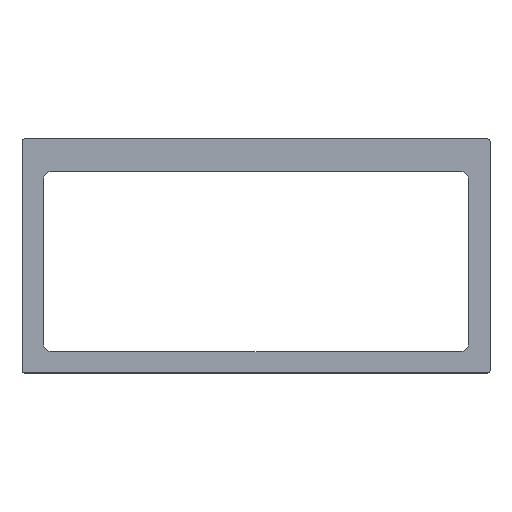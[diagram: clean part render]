
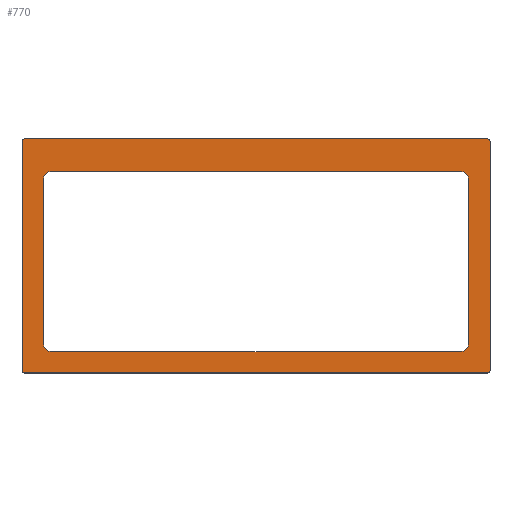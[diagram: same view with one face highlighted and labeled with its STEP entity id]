
A CAD part, top view. The second image highlights one B-rep face of the part: STEP entity #770.
In plain terms, the highlighted planar face has unit normal (0, 0, 1).
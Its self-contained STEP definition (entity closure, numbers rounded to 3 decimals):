
#4 = VECTOR ( 'NONE', #1326, 1000. ) ;
#25 = DIRECTION ( 'NONE',  ( 0., 0., 1. ) ) ;
#30 = CIRCLE ( 'NONE', #1022, 4. ) ;
#51 = LINE ( 'NONE', #1203, #928 ) ;
#52 = CARTESIAN_POINT ( 'NONE',  ( -109., -102.4, 60. ) ) ;
#61 = ORIENTED_EDGE ( 'NONE', *, *, #694, .T. ) ;
#70 = CARTESIAN_POINT ( 'NONE',  ( -110., 7.6, 60. ) ) ;
#119 = CARTESIAN_POINT ( 'NONE',  ( -96., -11.6, 60. ) ) ;
#129 = EDGE_CURVE ( 'NONE', #706, #1012, #1102, .T. ) ;
#133 = VERTEX_POINT ( 'NONE', #902 ) ;
#212 = EDGE_CURVE ( 'NONE', #1152, #1887, #30, .T. ) ;
#235 = DIRECTION ( 'NONE',  ( 0., 0., 1. ) ) ;
#247 = VERTEX_POINT ( 'NONE', #1398 ) ;
#289 = VERTEX_POINT ( 'NONE', #398 ) ;
#292 = VERTEX_POINT ( 'NONE', #1090 ) ;
#298 = EDGE_CURVE ( 'NONE', #541, #1678, #1357, .T. ) ;
#312 = DIRECTION ( 'NONE',  ( 1., 0., 0. ) ) ;
#316 = DIRECTION ( 'NONE',  ( 1., 0., 0. ) ) ;
#322 = LINE ( 'NONE', #747, #1821 ) ;
#354 = CARTESIAN_POINT ( 'NONE',  ( 96., -88.4, 60. ) ) ;
#361 = CARTESIAN_POINT ( 'NONE',  ( -110., 6.6, 60. ) ) ;
#373 = CARTESIAN_POINT ( 'NONE',  ( -100., -7.6, 60. ) ) ;
#398 = CARTESIAN_POINT ( 'NONE',  ( 110., 6.6, 60. ) ) ;
#426 = ORIENTED_EDGE ( 'NONE', *, *, #212, .T. ) ;
#446 = VERTEX_POINT ( 'NONE', #752 ) ;
#500 = DIRECTION ( 'NONE',  ( 1., 0., 0. ) ) ;
#506 = EDGE_CURVE ( 'NONE', #1012, #661, #1854, .T. ) ;
#515 = CIRCLE ( 'NONE', #1568, 4. ) ;
#521 = DIRECTION ( 'NONE',  ( -1., 0., 0. ) ) ;
#539 = ORIENTED_EDGE ( 'NONE', *, *, #1437, .F. ) ;
#540 = DIRECTION ( 'NONE',  ( 0., 0., 1. ) ) ;
#541 = VERTEX_POINT ( 'NONE', #1822 ) ;
#565 = ORIENTED_EDGE ( 'NONE', *, *, #298, .T. ) ;
#572 = CIRCLE ( 'NONE', #1406, 4. ) ;
#587 = ORIENTED_EDGE ( 'NONE', *, *, #894, .F. ) ;
#591 = VERTEX_POINT ( 'NONE', #1531 ) ;
#596 = DIRECTION ( 'NONE',  ( 1., 0., 0. ) ) ;
#613 = ORIENTED_EDGE ( 'NONE', *, *, #1589, .T. ) ;
#646 = CARTESIAN_POINT ( 'NONE',  ( 109., -101.4, 60. ) ) ;
#661 = VERTEX_POINT ( 'NONE', #52 ) ;
#682 = CARTESIAN_POINT ( 'NONE',  ( -110., -102.4, 60. ) ) ;
#689 = PLANE ( 'NONE',  #1153 ) ;
#694 = EDGE_CURVE ( 'NONE', #1482, #247, #1917, .T. ) ;
#706 = VERTEX_POINT ( 'NONE', #361 ) ;
#719 = CARTESIAN_POINT ( 'NONE',  ( 100., -7.6, 60. ) ) ;
#747 = CARTESIAN_POINT ( 'NONE',  ( -110., -102.4, 60. ) ) ;
#749 = ORIENTED_EDGE ( 'NONE', *, *, #1670, .T. ) ;
#752 = CARTESIAN_POINT ( 'NONE',  ( 100., -88.4, 60. ) ) ;
#767 = CARTESIAN_POINT ( 'NONE',  ( -110., 7.6, 60. ) ) ;
#770 = ADVANCED_FACE ( 'NONE', ( #1309, #1857 ), #689, .T. ) ;
#810 = CARTESIAN_POINT ( 'NONE',  ( 96., -11.6, 60. ) ) ;
#823 = CARTESIAN_POINT ( 'NONE',  ( -109., 7.6, 60. ) ) ;
#829 = AXIS2_PLACEMENT_3D ( 'NONE', #119, #1004, #1755 ) ;
#850 = AXIS2_PLACEMENT_3D ( 'NONE', #646, #235, #1571 ) ;
#856 = CARTESIAN_POINT ( 'NONE',  ( 109., -102.4, 60. ) ) ;
#872 = DIRECTION ( 'NONE',  ( 1., 0., 0. ) ) ;
#877 = LINE ( 'NONE', #900, #1610 ) ;
#882 = DIRECTION ( 'NONE',  ( 0., 1., 0. ) ) ;
#885 = ORIENTED_EDGE ( 'NONE', *, *, #1895, .T. ) ;
#894 = EDGE_CURVE ( 'NONE', #1152, #1678, #1609, .T. ) ;
#900 = CARTESIAN_POINT ( 'NONE',  ( 110., 7.6, 60. ) ) ;
#902 = CARTESIAN_POINT ( 'NONE',  ( -96., -92.4, 60. ) ) ;
#920 = ORIENTED_EDGE ( 'NONE', *, *, #1640, .F. ) ;
#924 = CARTESIAN_POINT ( 'NONE',  ( -96., -7.6, 60. ) ) ;
#928 = VECTOR ( 'NONE', #1624, 1000. ) ;
#949 = EDGE_CURVE ( 'NONE', #133, #591, #515, .T. ) ;
#969 = ORIENTED_EDGE ( 'NONE', *, *, #129, .T. ) ;
#986 = EDGE_LOOP ( 'NONE', ( #969, #1744, #613, #61, #749, #1270, #885, #1787 ) ) ;
#1004 = DIRECTION ( 'NONE',  ( 0., 0., -1. ) ) ;
#1012 = VERTEX_POINT ( 'NONE', #1647 ) ;
#1022 = AXIS2_PLACEMENT_3D ( 'NONE', #810, #1710, #1717 ) ;
#1032 = ORIENTED_EDGE ( 'NONE', *, *, #1844, .T. ) ;
#1041 = CARTESIAN_POINT ( 'NONE',  ( -109., -101.4, 60. ) ) ;
#1073 = LINE ( 'NONE', #719, #4 ) ;
#1090 = CARTESIAN_POINT ( 'NONE',  ( 96., -92.4, 60. ) ) ;
#1102 = LINE ( 'NONE', #767, #1807 ) ;
#1124 = DIRECTION ( 'NONE',  ( 0., 0., -1. ) ) ;
#1151 = CARTESIAN_POINT ( 'NONE',  ( 109., 7.6, 60. ) ) ;
#1152 = VERTEX_POINT ( 'NONE', #1210 ) ;
#1153 = AXIS2_PLACEMENT_3D ( 'NONE', #682, #540, #1438 ) ;
#1190 = CIRCLE ( 'NONE', #1215, 1. ) ;
#1195 = EDGE_LOOP ( 'NONE', ( #1580, #1359, #920, #565, #587, #426, #539, #1032 ) ) ;
#1203 = CARTESIAN_POINT ( 'NONE',  ( -100., -7.6, 60. ) ) ;
#1208 = DIRECTION ( 'NONE',  ( 0., 0., 1. ) ) ;
#1210 = CARTESIAN_POINT ( 'NONE',  ( 96., -7.6, 60. ) ) ;
#1212 = VECTOR ( 'NONE', #1441, 1000. ) ;
#1215 = AXIS2_PLACEMENT_3D ( 'NONE', #1334, #1208, #312 ) ;
#1243 = AXIS2_PLACEMENT_3D ( 'NONE', #1665, #25, #316 ) ;
#1270 = ORIENTED_EDGE ( 'NONE', *, *, #1746, .T. ) ;
#1287 = LINE ( 'NONE', #1761, #1212 ) ;
#1309 = FACE_OUTER_BOUND ( 'NONE', #986, .T. ) ;
#1326 = DIRECTION ( 'NONE',  ( 0., 1., 0. ) ) ;
#1333 = DIRECTION ( 'NONE',  ( 0., 0., 1. ) ) ;
#1334 = CARTESIAN_POINT ( 'NONE',  ( -109., 6.6, 60. ) ) ;
#1357 = CIRCLE ( 'NONE', #829, 4. ) ;
#1359 = ORIENTED_EDGE ( 'NONE', *, *, #949, .T. ) ;
#1373 = VECTOR ( 'NONE', #521, 1000. ) ;
#1398 = CARTESIAN_POINT ( 'NONE',  ( 110., -101.4, 60. ) ) ;
#1406 = AXIS2_PLACEMENT_3D ( 'NONE', #354, #1124, #500 ) ;
#1416 = DIRECTION ( 'NONE',  ( -1., 0., 0. ) ) ;
#1437 = EDGE_CURVE ( 'NONE', #446, #1887, #1073, .T. ) ;
#1438 = DIRECTION ( 'NONE',  ( 1., 0., 0. ) ) ;
#1441 = DIRECTION ( 'NONE',  ( 1., 0., 0. ) ) ;
#1480 = VERTEX_POINT ( 'NONE', #1151 ) ;
#1482 = VERTEX_POINT ( 'NONE', #856 ) ;
#1490 = CARTESIAN_POINT ( 'NONE',  ( -96., -88.4, 60. ) ) ;
#1499 = DIRECTION ( 'NONE',  ( 0., 0., -1. ) ) ;
#1500 = EDGE_CURVE ( 'NONE', #133, #292, #1287, .T. ) ;
#1531 = CARTESIAN_POINT ( 'NONE',  ( -100., -88.4, 60. ) ) ;
#1534 = DIRECTION ( 'NONE',  ( 0., -1., 0. ) ) ;
#1544 = CARTESIAN_POINT ( 'NONE',  ( 100., -11.6, 60. ) ) ;
#1556 = AXIS2_PLACEMENT_3D ( 'NONE', #1041, #1333, #596 ) ;
#1568 = AXIS2_PLACEMENT_3D ( 'NONE', #1490, #1499, #872 ) ;
#1571 = DIRECTION ( 'NONE',  ( 1., 0., 0. ) ) ;
#1580 = ORIENTED_EDGE ( 'NONE', *, *, #1500, .F. ) ;
#1589 = EDGE_CURVE ( 'NONE', #661, #1482, #322, .T. ) ;
#1601 = EDGE_CURVE ( 'NONE', #1794, #706, #1190, .T. ) ;
#1609 = LINE ( 'NONE', #373, #1877 ) ;
#1610 = VECTOR ( 'NONE', #882, 1000. ) ;
#1624 = DIRECTION ( 'NONE',  ( 0., -1., 0. ) ) ;
#1640 = EDGE_CURVE ( 'NONE', #541, #591, #51, .T. ) ;
#1647 = CARTESIAN_POINT ( 'NONE',  ( -110., -101.4, 60. ) ) ;
#1656 = DIRECTION ( 'NONE',  ( 1., 0., 0. ) ) ;
#1665 = CARTESIAN_POINT ( 'NONE',  ( 109., 6.6, 60. ) ) ;
#1670 = EDGE_CURVE ( 'NONE', #247, #289, #877, .T. ) ;
#1678 = VERTEX_POINT ( 'NONE', #924 ) ;
#1710 = DIRECTION ( 'NONE',  ( 0., 0., -1. ) ) ;
#1717 = DIRECTION ( 'NONE',  ( 1., 0., 0. ) ) ;
#1744 = ORIENTED_EDGE ( 'NONE', *, *, #506, .T. ) ;
#1746 = EDGE_CURVE ( 'NONE', #289, #1480, #1757, .T. ) ;
#1755 = DIRECTION ( 'NONE',  ( 1., 0., 0. ) ) ;
#1757 = CIRCLE ( 'NONE', #1243, 1. ) ;
#1761 = CARTESIAN_POINT ( 'NONE',  ( -100., -92.4, 60. ) ) ;
#1787 = ORIENTED_EDGE ( 'NONE', *, *, #1601, .T. ) ;
#1794 = VERTEX_POINT ( 'NONE', #823 ) ;
#1807 = VECTOR ( 'NONE', #1534, 1000. ) ;
#1821 = VECTOR ( 'NONE', #1656, 1000. ) ;
#1822 = CARTESIAN_POINT ( 'NONE',  ( -100., -11.6, 60. ) ) ;
#1844 = EDGE_CURVE ( 'NONE', #446, #292, #572, .T. ) ;
#1854 = CIRCLE ( 'NONE', #1556, 1. ) ;
#1857 = FACE_BOUND ( 'NONE', #1195, .T. ) ;
#1874 = LINE ( 'NONE', #70, #1373 ) ;
#1877 = VECTOR ( 'NONE', #1416, 1000. ) ;
#1887 = VERTEX_POINT ( 'NONE', #1544 ) ;
#1895 = EDGE_CURVE ( 'NONE', #1480, #1794, #1874, .T. ) ;
#1917 = CIRCLE ( 'NONE', #850, 1. ) ;
